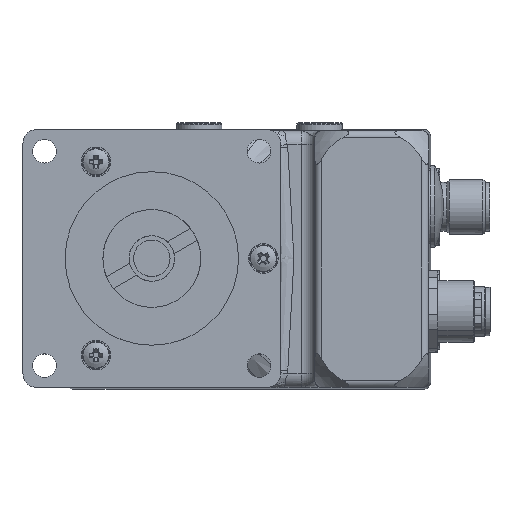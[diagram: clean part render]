
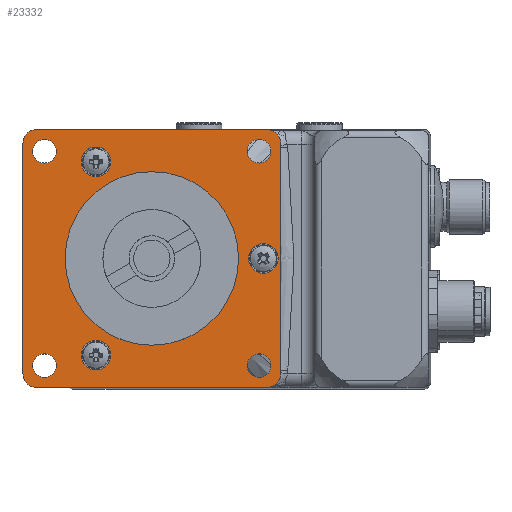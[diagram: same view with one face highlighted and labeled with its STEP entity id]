
A CAD part, top view. The second image highlights one B-rep face of the part: STEP entity #23332.
In plain terms, the highlighted planar face has unit normal (0, 0, 1).
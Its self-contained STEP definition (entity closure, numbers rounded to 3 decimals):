
#626=FACE_BOUND('',#4043,.T.);
#627=FACE_BOUND('',#4044,.T.);
#628=FACE_BOUND('',#4045,.T.);
#629=FACE_BOUND('',#4046,.T.);
#630=FACE_BOUND('',#4047,.T.);
#631=FACE_BOUND('',#4048,.T.);
#632=FACE_BOUND('',#4049,.T.);
#633=FACE_BOUND('',#4050,.T.);
#1338=CIRCLE('',#24795,3.25);
#1339=CIRCLE('',#24796,3.25);
#1343=CIRCLE('',#24802,3.25);
#1344=CIRCLE('',#24803,3.25);
#1348=CIRCLE('',#24809,3.25);
#1349=CIRCLE('',#24810,3.25);
#1371=CIRCLE('',#24845,19.05);
#1372=CIRCLE('',#24848,3.);
#1373=CIRCLE('',#24849,3.);
#1374=CIRCLE('',#24850,3.);
#1375=CIRCLE('',#24851,3.);
#1376=CIRCLE('',#24852,2.6);
#1377=CIRCLE('',#24853,2.6);
#1378=CIRCLE('',#24854,2.6);
#1379=CIRCLE('',#24855,2.6);
#2756=FACE_OUTER_BOUND('',#4042,.T.);
#4042=EDGE_LOOP('',(#15278,#15279,#15280,#15281,#15282,#15283,#15284,#15285));
#4043=EDGE_LOOP('',(#15286,#15287));
#4044=EDGE_LOOP('',(#15288,#15289));
#4045=EDGE_LOOP('',(#15290,#15291));
#4046=EDGE_LOOP('',(#15292));
#4047=EDGE_LOOP('',(#15293));
#4048=EDGE_LOOP('',(#15294));
#4049=EDGE_LOOP('',(#15295));
#4050=EDGE_LOOP('',(#15296));
#5468=LINE('',#35228,#7175);
#5469=LINE('',#35232,#7176);
#5470=LINE('',#35236,#7177);
#5471=LINE('',#35240,#7178);
#7175=VECTOR('',#28041,50.6);
#7176=VECTOR('',#28044,50.6);
#7177=VECTOR('',#28047,50.6);
#7178=VECTOR('',#28050,50.6);
#8975=VERTEX_POINT('',#35115);
#8976=VERTEX_POINT('',#35116);
#8980=VERTEX_POINT('',#35129);
#8981=VERTEX_POINT('',#35130);
#8985=VERTEX_POINT('',#35143);
#8986=VERTEX_POINT('',#35144);
#9012=VERTEX_POINT('',#35221);
#9013=VERTEX_POINT('',#35226);
#9014=VERTEX_POINT('',#35227);
#9015=VERTEX_POINT('',#35229);
#9016=VERTEX_POINT('',#35231);
#9017=VERTEX_POINT('',#35233);
#9018=VERTEX_POINT('',#35235);
#9019=VERTEX_POINT('',#35237);
#9020=VERTEX_POINT('',#35239);
#9021=VERTEX_POINT('',#35242);
#9022=VERTEX_POINT('',#35244);
#9023=VERTEX_POINT('',#35246);
#9024=VERTEX_POINT('',#35248);
#11405=EDGE_CURVE('',#8975,#8976,#1338,.T.);
#11406=EDGE_CURVE('',#8976,#8975,#1339,.T.);
#11412=EDGE_CURVE('',#8980,#8981,#1343,.T.);
#11413=EDGE_CURVE('',#8981,#8980,#1344,.T.);
#11419=EDGE_CURVE('',#8985,#8986,#1348,.T.);
#11420=EDGE_CURVE('',#8986,#8985,#1349,.T.);
#11458=EDGE_CURVE('',#9012,#9012,#1371,.T.);
#11459=EDGE_CURVE('',#9013,#9014,#5468,.T.);
#11460=EDGE_CURVE('',#9015,#9013,#1372,.T.);
#11461=EDGE_CURVE('',#9016,#9015,#5469,.T.);
#11462=EDGE_CURVE('',#9017,#9016,#1373,.T.);
#11463=EDGE_CURVE('',#9018,#9017,#5470,.T.);
#11464=EDGE_CURVE('',#9019,#9018,#1374,.T.);
#11465=EDGE_CURVE('',#9020,#9019,#5471,.T.);
#11466=EDGE_CURVE('',#9014,#9020,#1375,.T.);
#11467=EDGE_CURVE('',#9021,#9021,#1376,.T.);
#11468=EDGE_CURVE('',#9022,#9022,#1377,.T.);
#11469=EDGE_CURVE('',#9023,#9023,#1378,.T.);
#11470=EDGE_CURVE('',#9024,#9024,#1379,.T.);
#15278=ORIENTED_EDGE('',*,*,#11459,.F.);
#15279=ORIENTED_EDGE('',*,*,#11460,.F.);
#15280=ORIENTED_EDGE('',*,*,#11461,.F.);
#15281=ORIENTED_EDGE('',*,*,#11462,.F.);
#15282=ORIENTED_EDGE('',*,*,#11463,.F.);
#15283=ORIENTED_EDGE('',*,*,#11464,.F.);
#15284=ORIENTED_EDGE('',*,*,#11465,.F.);
#15285=ORIENTED_EDGE('',*,*,#11466,.F.);
#15286=ORIENTED_EDGE('',*,*,#11405,.T.);
#15287=ORIENTED_EDGE('',*,*,#11406,.T.);
#15288=ORIENTED_EDGE('',*,*,#11412,.T.);
#15289=ORIENTED_EDGE('',*,*,#11413,.T.);
#15290=ORIENTED_EDGE('',*,*,#11419,.T.);
#15291=ORIENTED_EDGE('',*,*,#11420,.T.);
#15292=ORIENTED_EDGE('',*,*,#11467,.T.);
#15293=ORIENTED_EDGE('',*,*,#11468,.T.);
#15294=ORIENTED_EDGE('',*,*,#11469,.T.);
#15295=ORIENTED_EDGE('',*,*,#11470,.T.);
#15296=ORIENTED_EDGE('',*,*,#11458,.T.);
#21379=PLANE('',#24847);
#23332=ADVANCED_FACE('',(#2756,#626,#627,#628,#629,#630,#631,#632,#633),
#21379,.T.);
#24795=AXIS2_PLACEMENT_3D('',#35117,#27915,#27916);
#24796=AXIS2_PLACEMENT_3D('',#35118,#27917,#27918);
#24802=AXIS2_PLACEMENT_3D('',#35131,#27931,#27932);
#24803=AXIS2_PLACEMENT_3D('',#35132,#27933,#27934);
#24809=AXIS2_PLACEMENT_3D('',#35145,#27947,#27948);
#24810=AXIS2_PLACEMENT_3D('',#35146,#27949,#27950);
#24845=AXIS2_PLACEMENT_3D('',#35223,#28035,#28036);
#24847=AXIS2_PLACEMENT_3D('',#35225,#28039,#28040);
#24848=AXIS2_PLACEMENT_3D('',#35230,#28042,#28043);
#24849=AXIS2_PLACEMENT_3D('',#35234,#28045,#28046);
#24850=AXIS2_PLACEMENT_3D('',#35238,#28048,#28049);
#24851=AXIS2_PLACEMENT_3D('',#35241,#28051,#28052);
#24852=AXIS2_PLACEMENT_3D('',#35243,#28053,#28054);
#24853=AXIS2_PLACEMENT_3D('',#35245,#28055,#28056);
#24854=AXIS2_PLACEMENT_3D('',#35247,#28057,#28058);
#24855=AXIS2_PLACEMENT_3D('',#35249,#28059,#28060);
#27915=DIRECTION('center_axis',(0.,0.,-1.));
#27916=DIRECTION('ref_axis',(0.,-1.,0.));
#27917=DIRECTION('center_axis',(0.,0.,-1.));
#27918=DIRECTION('ref_axis',(0.,-1.,0.));
#27931=DIRECTION('center_axis',(0.,0.,-1.));
#27932=DIRECTION('ref_axis',(0.,-1.,0.));
#27933=DIRECTION('center_axis',(0.,0.,-1.));
#27934=DIRECTION('ref_axis',(0.,-1.,0.));
#27947=DIRECTION('center_axis',(0.,0.,-1.));
#27948=DIRECTION('ref_axis',(0.,-1.,0.));
#27949=DIRECTION('center_axis',(0.,0.,-1.));
#27950=DIRECTION('ref_axis',(0.,-1.,0.));
#28035=DIRECTION('center_axis',(0.,0.,-1.));
#28036=DIRECTION('ref_axis',(0.,1.,0.));
#28039=DIRECTION('center_axis',(0.,0.,1.));
#28040=DIRECTION('ref_axis',(0.,-1.,0.));
#28041=DIRECTION('',(0.,-1.,0.));
#28042=DIRECTION('center_axis',(0.,0.,-1.));
#28043=DIRECTION('ref_axis',(-1.,0.,0.));
#28044=DIRECTION('',(1.,0.,0.));
#28045=DIRECTION('center_axis',(0.,0.,-1.));
#28046=DIRECTION('ref_axis',(0.,-1.,0.));
#28047=DIRECTION('',(0.,1.,0.));
#28048=DIRECTION('center_axis',(0.,0.,-1.));
#28049=DIRECTION('ref_axis',(1.,0.,0.));
#28050=DIRECTION('',(-1.,0.,0.));
#28051=DIRECTION('center_axis',(0.,0.,-1.));
#28052=DIRECTION('ref_axis',(0.,1.,0.));
#28053=DIRECTION('center_axis',(0.,0.,-1.));
#28054=DIRECTION('ref_axis',(0.,1.,0.));
#28055=DIRECTION('center_axis',(0.,0.,-1.));
#28056=DIRECTION('ref_axis',(0.,1.,0.));
#28057=DIRECTION('center_axis',(0.,0.,-1.));
#28058=DIRECTION('ref_axis',(0.,1.,0.));
#28059=DIRECTION('center_axis',(0.,0.,-1.));
#28060=DIRECTION('ref_axis',(0.,1.,0.));
#35115=CARTESIAN_POINT('',(-12.25,-24.468,0.));
#35116=CARTESIAN_POINT('',(-12.25,-17.968,0.));
#35117=CARTESIAN_POINT('Origin',(-12.25,-21.218,0.));
#35118=CARTESIAN_POINT('Origin',(-12.25,-21.218,0.));
#35129=CARTESIAN_POINT('',(-12.25,17.968,0.));
#35130=CARTESIAN_POINT('',(-12.25,24.468,0.));
#35131=CARTESIAN_POINT('Origin',(-12.25,21.218,0.));
#35132=CARTESIAN_POINT('Origin',(-12.25,21.218,0.));
#35143=CARTESIAN_POINT('',(24.5,-3.25,0.));
#35144=CARTESIAN_POINT('',(24.5,3.25,0.));
#35145=CARTESIAN_POINT('Origin',(24.5,0.,0.));
#35146=CARTESIAN_POINT('Origin',(24.5,0.,0.));
#35221=CARTESIAN_POINT('',(0.,-19.05,0.));
#35223=CARTESIAN_POINT('Origin',(0.,0.,0.));
#35225=CARTESIAN_POINT('Origin',(0.,0.,
0.));
#35226=CARTESIAN_POINT('',(28.3,25.3,0.));
#35227=CARTESIAN_POINT('',(28.3,-25.3,0.));
#35228=CARTESIAN_POINT('',(28.3,25.3,0.));
#35229=CARTESIAN_POINT('',(25.3,28.3,0.));
#35230=CARTESIAN_POINT('Origin',(25.3,25.3,0.));
#35231=CARTESIAN_POINT('',(-25.3,28.3,0.));
#35232=CARTESIAN_POINT('',(-25.3,28.3,0.));
#35233=CARTESIAN_POINT('',(-28.3,25.3,0.));
#35234=CARTESIAN_POINT('Origin',(-25.3,25.3,0.));
#35235=CARTESIAN_POINT('',(-28.3,-25.3,0.));
#35236=CARTESIAN_POINT('',(-28.3,-25.3,0.));
#35237=CARTESIAN_POINT('',(-25.3,-28.3,0.));
#35238=CARTESIAN_POINT('Origin',(-25.3,-25.3,0.));
#35239=CARTESIAN_POINT('',(25.3,-28.3,0.));
#35240=CARTESIAN_POINT('',(25.3,-28.3,0.));
#35241=CARTESIAN_POINT('Origin',(25.3,-25.3,0.));
#35242=CARTESIAN_POINT('',(-23.55,20.95,0.));
#35243=CARTESIAN_POINT('Origin',(-23.55,23.55,0.));
#35244=CARTESIAN_POINT('',(23.55,20.95,0.));
#35245=CARTESIAN_POINT('Origin',(23.55,23.55,0.));
#35246=CARTESIAN_POINT('',(23.55,-26.15,0.));
#35247=CARTESIAN_POINT('Origin',(23.55,-23.55,0.));
#35248=CARTESIAN_POINT('',(-23.55,-26.15,0.));
#35249=CARTESIAN_POINT('Origin',(-23.55,-23.55,0.));
